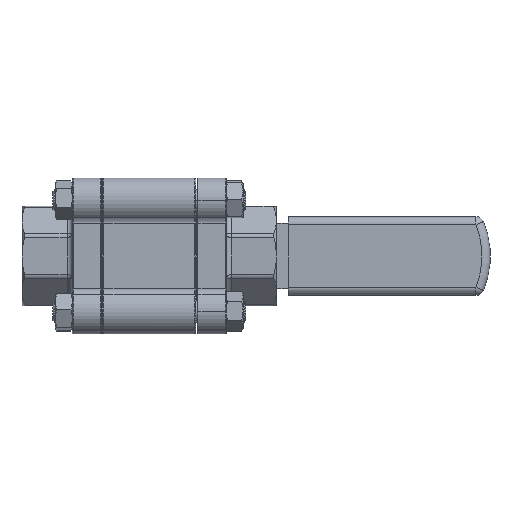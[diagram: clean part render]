
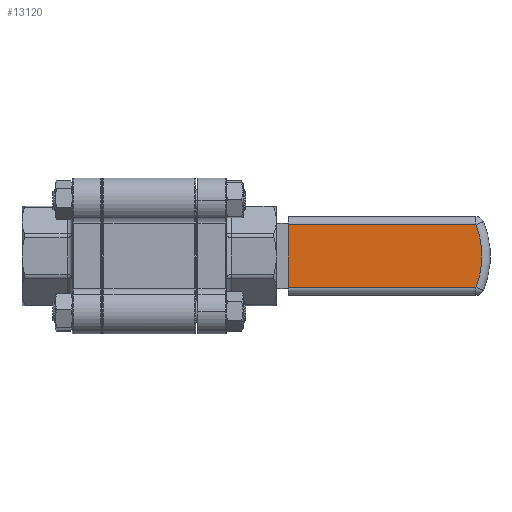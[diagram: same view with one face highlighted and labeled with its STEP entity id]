
A CAD part, front view. The second image highlights one B-rep face of the part: STEP entity #13120.
In plain terms, the highlighted planar face has unit normal (0, -1, 0).
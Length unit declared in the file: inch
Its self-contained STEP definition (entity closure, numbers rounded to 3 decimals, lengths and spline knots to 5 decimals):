
#3203 = DIRECTION ( 'NONE',  ( 0., 0., 1. ) ) ;
#4301 = ORIENTED_EDGE ( 'NONE', *, *, #58196, .F. ) ;
#5908 = EDGE_CURVE ( 'NONE', #62841, #46576, #23703, .T. ) ;
#7782 = VECTOR ( 'NONE', #63343, 39.37008 ) ;
#8347 = CARTESIAN_POINT ( 'NONE',  ( 4.12262, 4.50908, 2.98978 ) ) ;
#10888 = LINE ( 'NONE', #32128, #7782 ) ;
#12538 = CARTESIAN_POINT ( 'NONE',  ( 4.12262, 4.50908, 2.86478 ) ) ;
#13120 = ADVANCED_FACE ( 'NONE', ( #55219 ), #54880, .F. ) ;
#14164 = DIRECTION ( 'NONE',  ( 0., -1., 0. ) ) ;
#15341 = ORIENTED_EDGE ( 'NONE', *, *, #38898, .T. ) ;
#15832 = CARTESIAN_POINT ( 'NONE',  ( 6.93587, 4.50908, 2.86478 ) ) ;
#19257 = AXIS2_PLACEMENT_3D ( 'NONE', #19736, #14164, #62134 ) ;
#19736 = CARTESIAN_POINT ( 'NONE',  ( 5.80129, 4.50908, 2.39628 ) ) ;
#20092 = VECTOR ( 'NONE', #53888, 39.37008 ) ;
#20697 = VERTEX_POINT ( 'NONE', #46538 ) ;
#23703 = CIRCLE ( 'NONE', #19257, 1.2275 ) ;
#26441 = LINE ( 'NONE', #58044, #20092 ) ;
#28794 = DIRECTION ( 'NONE',  ( 0., 1., 0. ) ) ;
#29448 = EDGE_LOOP ( 'NONE', ( #4301, #51252, #66813, #15341 ) ) ;
#31357 = EDGE_CURVE ( 'NONE', #20697, #62841, #26441, .T. ) ;
#32114 = VERTEX_POINT ( 'NONE', #12538 ) ;
#32128 = CARTESIAN_POINT ( 'NONE',  ( 4.12262, 4.50908, 2.86478 ) ) ;
#32685 = CARTESIAN_POINT ( 'NONE',  ( 5.80129, 4.50908, 2.39628 ) ) ;
#34797 = LINE ( 'NONE', #8347, #38582 ) ;
#38582 = VECTOR ( 'NONE', #3203, 39.37008 ) ;
#38898 = EDGE_CURVE ( 'NONE', #46576, #32114, #10888, .T. ) ;
#43035 = DIRECTION ( 'NONE',  ( 0., 0., 1. ) ) ;
#46296 = CARTESIAN_POINT ( 'NONE',  ( 6.93587, 4.50908, 1.92778 ) ) ;
#46538 = CARTESIAN_POINT ( 'NONE',  ( 4.12262, 4.50908, 1.92778 ) ) ;
#46576 = VERTEX_POINT ( 'NONE', #15832 ) ;
#51252 = ORIENTED_EDGE ( 'NONE', *, *, #31357, .T. ) ;
#53888 = DIRECTION ( 'NONE',  ( 1., 0., 0. ) ) ;
#54880 = PLANE ( 'NONE',  #66964 ) ;
#55219 = FACE_OUTER_BOUND ( 'NONE', #29448, .T. ) ;
#58044 = CARTESIAN_POINT ( 'NONE',  ( 7.01662, 4.50908, 1.92778 ) ) ;
#58196 = EDGE_CURVE ( 'NONE', #20697, #32114, #34797, .T. ) ;
#62134 = DIRECTION ( 'NONE',  ( 0., 0., 1. ) ) ;
#62841 = VERTEX_POINT ( 'NONE', #46296 ) ;
#63343 = DIRECTION ( 'NONE',  ( -1., 0., 0. ) ) ;
#66813 = ORIENTED_EDGE ( 'NONE', *, *, #5908, .T. ) ;
#66964 = AXIS2_PLACEMENT_3D ( 'NONE', #32685, #28794, #43035 ) ;
